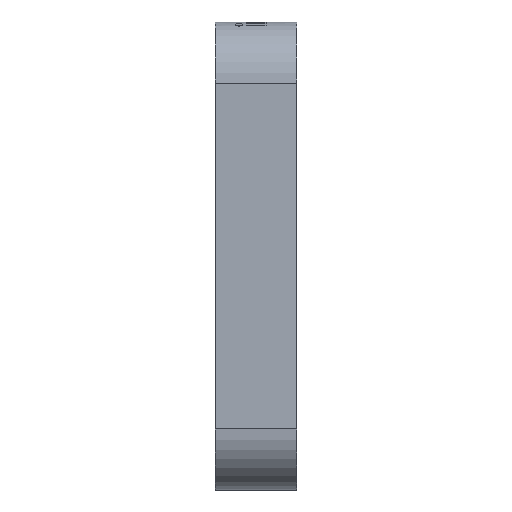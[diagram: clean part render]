
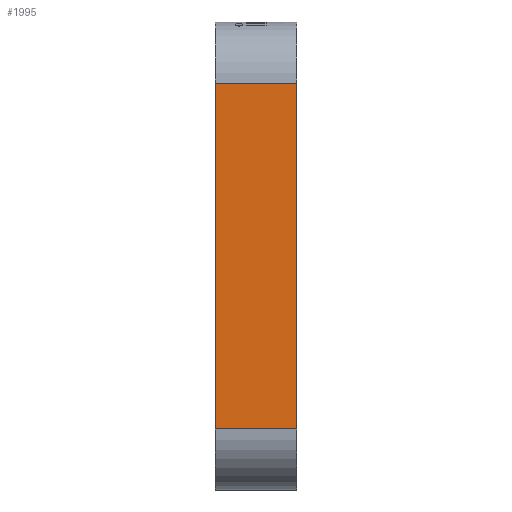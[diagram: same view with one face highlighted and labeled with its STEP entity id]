
A CAD part, left-side view. The second image highlights one B-rep face of the part: STEP entity #1995.
In plain terms, the highlighted planar face has unit normal (-1, 0, 0).
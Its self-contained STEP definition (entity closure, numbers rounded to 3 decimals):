
#111 = CARTESIAN_POINT ( 'NONE',  ( -6., -4., -11.5 ) ) ;
#189 = LINE ( 'NONE', #515, #2254 ) ;
#209 = VERTEX_POINT ( 'NONE', #2371 ) ;
#478 = EDGE_CURVE ( 'Defeature ausgef�hrt1_3+Defeature ausgef�hrt1_7+Defeature ausgef�hrt1_0+Defeature ausgef�hrt1_1', #209, #1305, #830, .T. ) ;
#481 = VERTEX_POINT ( 'NONE', #3873 ) ;
#515 = CARTESIAN_POINT ( 'NONE',  ( -6., -4., -11.5 ) ) ;
#533 = DIRECTION ( 'NONE',  ( 0., 0., -1. ) ) ;
#578 = CARTESIAN_POINT ( 'NONE',  ( -6., -4., 8.5 ) ) ;
#600 = DIRECTION ( 'NONE',  ( 0., 1., 0. ) ) ;
#667 = ORIENTED_EDGE ( 'NONE', *, *, #1327, .F. ) ;
#756 = VERTEX_POINT ( 'NONE', #1129 ) ;
#830 = LINE ( 'NONE', #578, #3686 ) ;
#942 = CARTESIAN_POINT ( 'NONE',  ( -6., -4., -8.5 ) ) ;
#1127 = DIRECTION ( 'NONE',  ( 0., 1., 0. ) ) ;
#1129 = CARTESIAN_POINT ( 'NONE',  ( -6., -4., -8.5 ) ) ;
#1242 = LINE ( 'NONE', #3259, #4226 ) ;
#1257 = ORIENTED_EDGE ( 'NONE', *, *, #478, .T. ) ;
#1305 = VERTEX_POINT ( 'NONE', #1939 ) ;
#1327 = EDGE_CURVE ( 'Defeature ausgef�hrt1_0+Defeature ausgef�hrt1_3+Defeature ausgef�hrt1_7+Defeature ausgef�hrt1_6', #209, #756, #189, .T. ) ;
#1432 = VECTOR ( 'NONE', #3291, 1000. ) ;
#1939 = CARTESIAN_POINT ( 'NONE',  ( -6., 0., 8.5 ) ) ;
#1995 = ADVANCED_FACE ( 'Defeature ausgef�hrt1_3', ( #4192 ), #3160, .F. ) ;
#2254 = VECTOR ( 'NONE', #2577, 1000. ) ;
#2371 = CARTESIAN_POINT ( 'NONE',  ( -6., -4., 8.5 ) ) ;
#2577 = DIRECTION ( 'NONE',  ( 0., 0., -1. ) ) ;
#2830 = DIRECTION ( 'NONE',  ( 1., 0., 0. ) ) ;
#2874 = EDGE_LOOP ( 'NONE', ( #3693, #3820, #667, #1257 ) ) ;
#3160 = PLANE ( 'NONE',  #3875 ) ;
#3259 = CARTESIAN_POINT ( 'NONE',  ( -6., 0., -11.5 ) ) ;
#3291 = DIRECTION ( 'NONE',  ( 0., -1., 0. ) ) ;
#3666 = EDGE_CURVE ( 'Defeature ausgef�hrt1_3+Defeature ausgef�hrt1_1+Defeature ausgef�hrt1_7+Defeature ausgef�hrt1_6', #1305, #481, #1242, .T. ) ;
#3686 = VECTOR ( 'NONE', #600, 1000. ) ;
#3693 = ORIENTED_EDGE ( 'NONE', *, *, #3666, .T. ) ;
#3820 = ORIENTED_EDGE ( 'NONE', *, *, #3988, .T. ) ;
#3873 = CARTESIAN_POINT ( 'NONE',  ( -6., 0., -8.5 ) ) ;
#3875 = AXIS2_PLACEMENT_3D ( 'NONE', #111, #2830, #1127 ) ;
#3988 = EDGE_CURVE ( 'Defeature ausgef�hrt1_3+Defeature ausgef�hrt1_6+Defeature ausgef�hrt1_1+Defeature ausgef�hrt1_0', #481, #756, #4274, .T. ) ;
#4192 = FACE_OUTER_BOUND ( 'NONE', #2874, .T. ) ;
#4226 = VECTOR ( 'NONE', #533, 1000. ) ;
#4274 = LINE ( 'NONE', #942, #1432 ) ;
